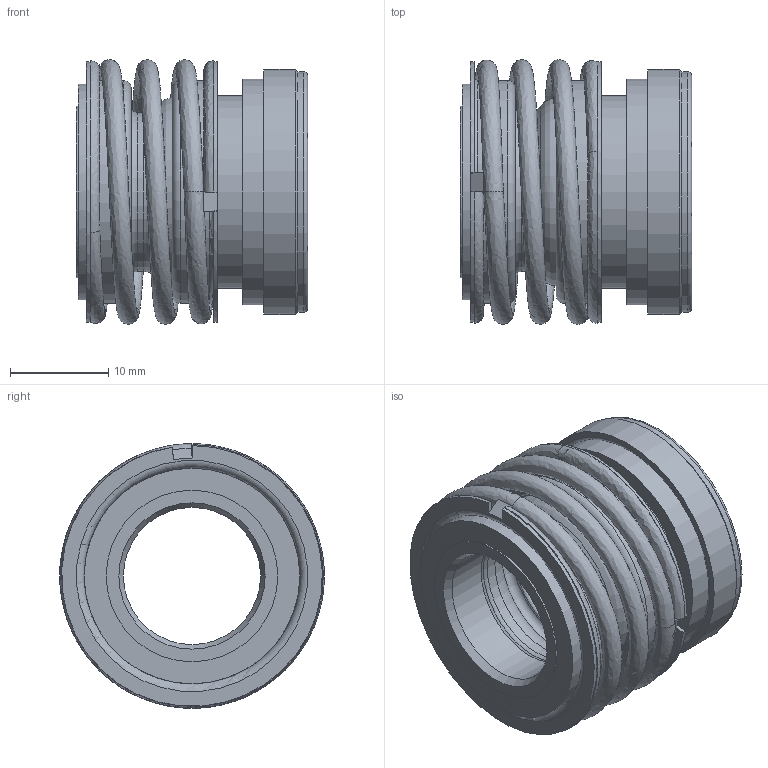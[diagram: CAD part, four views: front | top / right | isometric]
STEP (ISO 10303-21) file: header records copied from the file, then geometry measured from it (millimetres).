
FILE_DESCRIPTION(/* description */ ('Unknown'),/* implementation_level */ '2;1');
FILE_NAME(/* name */ 'eMG1-14-G60',/* time_stamp */ '2020-11-26T14:58:06+01:00',/* author */ ('Unknown'),/* organization */ ('Unknown'),/* preprocessor_version */ 'ST-DEVELOPER v16.7',/* originating_system */ 'DEX',/* authorisation */ $);
FILE_SCHEMA (('AUTOMOTIVE_DESIGN {1 0 10303 214 3 1 1}'));
Length unit declared in the file: millimetre
Products named in the file (1): eMG1-14-G60
Bounding box: 23.6 x 27 x 27 mm (x, y, z)
Volume: 5929.2 mm3; surface area: 6609.9 mm2
Topology: 1 solids, 2 shells, 166 faces, 392 edges, 239 vertices
Faces by surface type: plane 78, cylinder 59, torus 21, bspline 5, cone 3
Full cylindrical faces by diameter (mm): 14 x2, 14.498 x1, 14.6 x1, 15 x1, 16 x1, 16.21 x1, 17.5 x1, 19.145 x1, 19.5 x1, 19.7 x2, 19.8 x2, 22 x2, 22.8 x2, 23 x1, 24.5 x1, 25 x1
Entity records: 6424 total; most frequent: CARTESIAN_POINT 1542, DIRECTION 856, ORIENTED_EDGE 668, AXIS2_PLACEMENT_3D 384, EDGE_CURVE 334, EDGE_LOOP 233, FACE_BOUND 233, VERTEX_POINT 229
